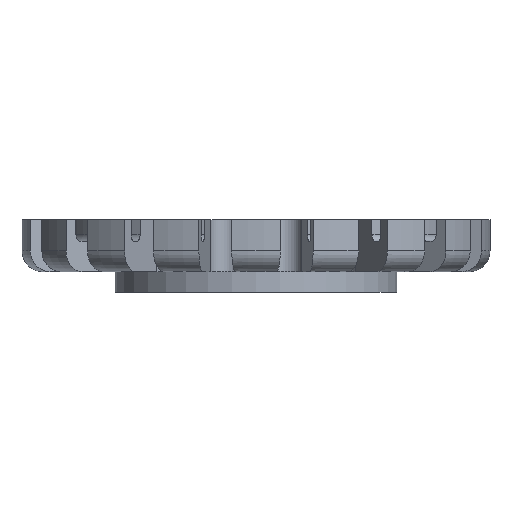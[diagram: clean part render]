
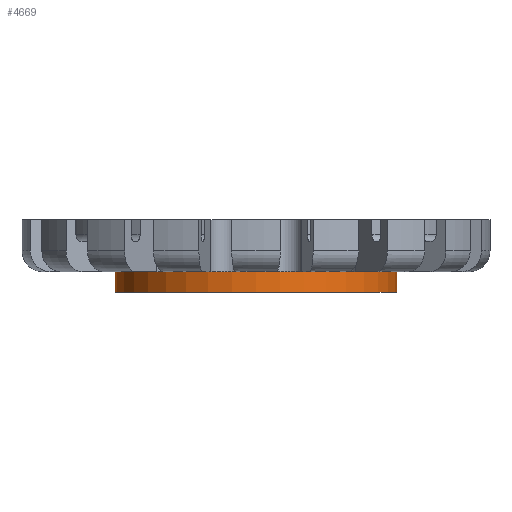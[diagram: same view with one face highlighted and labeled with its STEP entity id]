
A CAD part, left-side view. The second image highlights one B-rep face of the part: STEP entity #4669.
In plain terms, the highlighted cylindrical face has radius 13.5 mm (diameter 27 mm), a full revolution.
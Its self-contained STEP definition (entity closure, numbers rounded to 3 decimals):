
#512=FACE_OUTER_BOUND('',#750,.T.);
#750=EDGE_LOOP('',(#4118,#4119,#4120,#4121));
#1104=LINE('',#8698,#1452);
#1452=VECTOR('',#6372,13.5);
#1567=CIRCLE('',#4865,13.5);
#1668=CIRCLE('',#5134,13.5);
#1896=VERTEX_POINT('',#7597);
#2118=VERTEX_POINT('',#8696);
#2386=EDGE_CURVE('',#1896,#1896,#1567,.T.);
#2789=EDGE_CURVE('',#2118,#2118,#1668,.T.);
#2790=EDGE_CURVE('',#2118,#1896,#1104,.T.);
#4118=ORIENTED_EDGE('',*,*,#2789,.F.);
#4119=ORIENTED_EDGE('',*,*,#2790,.T.);
#4120=ORIENTED_EDGE('',*,*,#2386,.T.);
#4121=ORIENTED_EDGE('',*,*,#2790,.F.);
#4211=CYLINDRICAL_SURFACE('',#5133,13.5);
#4669=ADVANCED_FACE('',(#512),#4211,.T.);
#4865=AXIS2_PLACEMENT_3D('',#7598,#5564,#5565);
#5133=AXIS2_PLACEMENT_3D('',#8695,#6368,#6369);
#5134=AXIS2_PLACEMENT_3D('',#8697,#6370,#6371);
#5564=DIRECTION('center_axis',(0.,0.,-1.));
#5565=DIRECTION('ref_axis',(1.,0.,0.));
#6368=DIRECTION('center_axis',(0.,0.,1.));
#6369=DIRECTION('ref_axis',(1.,0.,0.));
#6370=DIRECTION('center_axis',(0.,0.,-1.));
#6371=DIRECTION('ref_axis',(1.,0.,0.));
#6372=DIRECTION('',(0.,0.,1.));
#7597=CARTESIAN_POINT('',(-13.5,0.,2.));
#7598=CARTESIAN_POINT('Origin',(0.,0.,2.));
#8695=CARTESIAN_POINT('Origin',(0.,0.,0.));
#8696=CARTESIAN_POINT('',(-13.5,0.,0.));
#8697=CARTESIAN_POINT('Origin',(0.,0.,0.));
#8698=CARTESIAN_POINT('',(-13.5,0.,0.));
